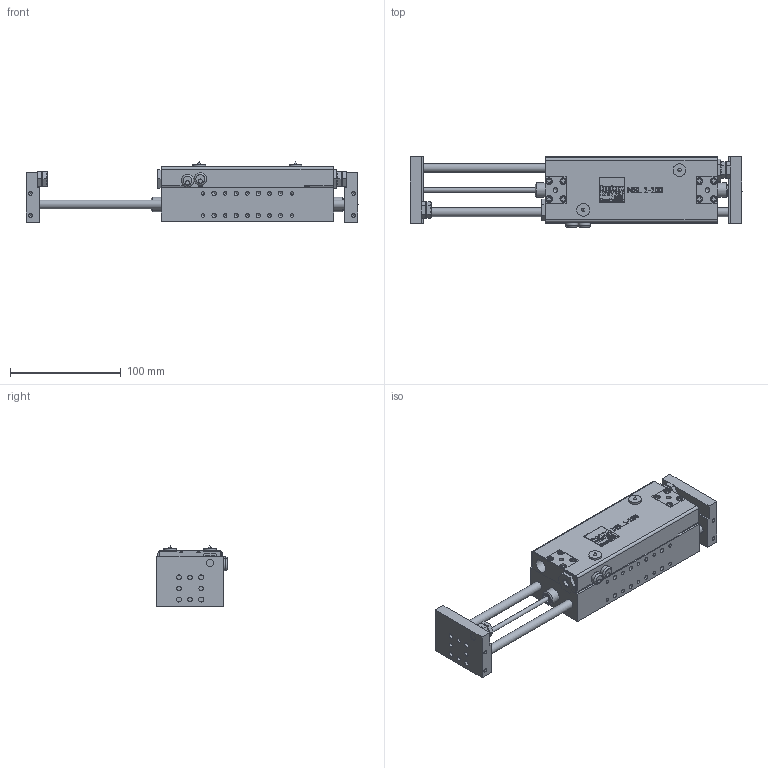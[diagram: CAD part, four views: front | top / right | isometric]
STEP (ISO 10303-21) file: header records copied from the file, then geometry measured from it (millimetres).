
FILE_DESCRIPTION((''),'2;1');
FILE_NAME('MSL1-100.stp','2012-09-27T13:59:14',('hartung_david'),(''),'Autodesk Inventor 2012','Autodesk Inventor 2012','');
FILE_SCHEMA(('AUTOMOTIVE_DESIGN { 1 0 10303 214 1 1 1 1 }'));
Length unit declared in the file: millimetre
Products named in the file (3): MSL1-100; MSL1-100-010; MSL1-100-020
Assembly tree (2 placements, depth 2):
  MSL1-100
    MSL1-100-010
    MSL1-100-020
Bounding box: 300 x 63.5 x 54.5 mm (x, y, z)
Volume: 498450.1 mm3; surface area: 128305.3 mm2
Topology: 2 solids, 26 shells, 1232 faces, 3154 edges, 2080 vertices
Faces by surface type: plane 608, cylinder 260, bspline 226, cone 128, torus 10
Full cylindrical faces by diameter (mm): 2.459 x2, 3.242 x42, 3.459 x2, 3.7 x2, 4 x38, 4.134 x2, 4.5 x8, 5.5 x8, 5.675 x2, 6 x10, 6.5 x2, 6.647 x2, 6.917 x2, 7 x2, 7.2 x2, 8 x20, 8.5 x2, 8.8 x2, 9 x2, 9.5 x2, 10.8 x2, 11 x2, 11.4 x2, 11.5 x2, 12.376 x2, 13 x2, 22.6 x2, 23 x2
Entity records: 39084 total; most frequent: CARTESIAN_POINT 11276, ORIENTED_EDGE 5410, DIRECTION 4632, EDGE_CURVE 2705, VERTEX_POINT 1909, EDGE_LOOP 1716, VECTOR 1620, LINE 1620
